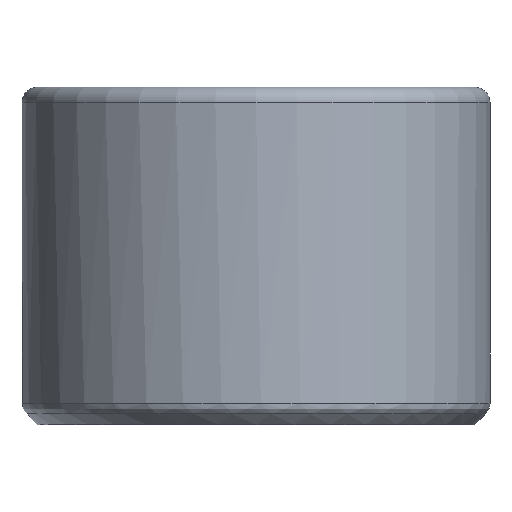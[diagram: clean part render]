
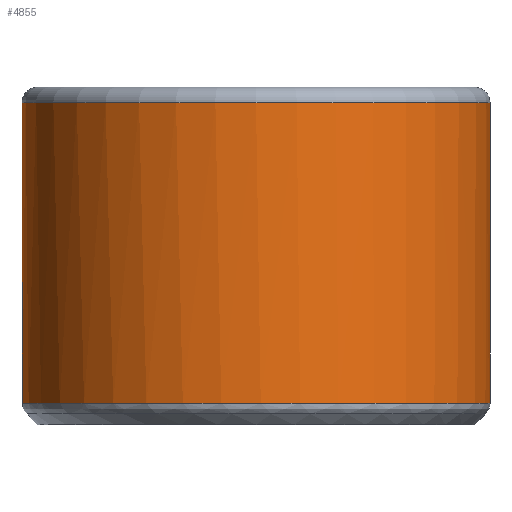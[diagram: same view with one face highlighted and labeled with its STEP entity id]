
A CAD part, front view. The second image highlights one B-rep face of the part: STEP entity #4855.
In plain terms, the highlighted cylindrical face has radius 15.25 mm (diameter 30.5 mm), a full revolution.
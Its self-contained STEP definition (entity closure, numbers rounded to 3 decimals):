
#4479 = TOROIDAL_SURFACE('',#4480,14.25,1.);
#4480 = AXIS2_PLACEMENT_3D('',#4481,#4482,#4483);
#4481 = CARTESIAN_POINT('',(0.,0.,21.));
#4482 = DIRECTION('',(0.,0.,1.));
#4483 = DIRECTION('',(1.,0.,-0.));
#4575 = ( BOUNDED_SURFACE() B_SPLINE_SURFACE(2,14,(
    (#4576,#4577,#4578,#4579,#4580,#4581,#4582,#4583,#4584,#4585,#4586
      ,#4587,#4588,#4589,#4590)
    ,(#4591,#4592,#4593,#4594,#4595,#4596,#4597,#4598,#4599,#4600,#4601
      ,#4602,#4603,#4604,#4605)
    ,(#4606,#4607,#4608,#4609,#4610,#4611,#4612,#4613,#4614,#4615,#4616
      ,#4617,#4618,#4619,#4620
)),.UNSPECIFIED.,.F.,.T.,.F.) B_SPLINE_SURFACE_WITH_KNOTS((3,3),(15,15),
  (0.,95.819),(0.,95.819),
.PIECEWISE_BEZIER_KNOTS.) GEOMETRIC_REPRESENTATION_ITEM() 
RATIONAL_B_SPLINE_SURFACE((
    (1.,1.,1.,1.,1.,1.
      ,1.,1.,1.,1.
      ,1.,1.,1.,1.,1.)
    ,(0.924,0.924,0.924,0.924
      ,0.924,0.924,0.924,0.924
      ,0.924,0.924,0.924,0.924
      ,0.924,0.924,0.924)
    ,(1.,1.,1.,1.,1.,1.
      ,1.,1.,1.,1.
      ,1.,1.,1.,1.,1.
))) REPRESENTATION_ITEM('') SURFACE() );
#4576 = CARTESIAN_POINT('',(15.25,0.,1.414));
#4577 = CARTESIAN_POINT('',(15.25,6.745,
    1.414));
#4578 = CARTESIAN_POINT('',(12.038,13.634,
    1.414));
#4579 = CARTESIAN_POINT('',(5.386,18.871,1.414
    ));
#4580 = CARTESIAN_POINT('',(-3.686,20.592,
    1.414));
#4581 = CARTESIAN_POINT('',(-13.083,17.185,1.414
    ));
#4582 = CARTESIAN_POINT('',(-19.387,10.437,
    1.414));
#4583 = CARTESIAN_POINT('',(-23.375,0.,
    1.414));
#4584 = CARTESIAN_POINT('',(-19.387,-10.437,
    1.414));
#4585 = CARTESIAN_POINT('',(-13.083,-17.185,
    1.414));
#4586 = CARTESIAN_POINT('',(-3.686,-20.592,
    1.414));
#4587 = CARTESIAN_POINT('',(5.386,-18.871,
    1.414));
#4588 = CARTESIAN_POINT('',(12.038,-13.634,
    1.414));
#4589 = CARTESIAN_POINT('',(15.25,-6.745,
    1.414));
#4590 = CARTESIAN_POINT('',(15.25,0.,1.414));
#4591 = CARTESIAN_POINT('',(15.25,0.,1.));
#4592 = CARTESIAN_POINT('',(15.25,6.745,1.));
#4593 = CARTESIAN_POINT('',(12.038,13.634,1.));
#4594 = CARTESIAN_POINT('',(5.386,18.871,1.));
#4595 = CARTESIAN_POINT('',(-3.686,20.592,
    1.));
#4596 = CARTESIAN_POINT('',(-13.083,17.185,
    1.));
#4597 = CARTESIAN_POINT('',(-19.387,10.437,
    1.));
#4598 = CARTESIAN_POINT('',(-23.375,0.,
    1.));
#4599 = CARTESIAN_POINT('',(-19.387,-10.437,
    1.));
#4600 = CARTESIAN_POINT('',(-13.083,-17.185,
    1.));
#4601 = CARTESIAN_POINT('',(-3.686,-20.592,1.));
#4602 = CARTESIAN_POINT('',(5.386,-18.871,1.));
#4603 = CARTESIAN_POINT('',(12.038,-13.634,1.));
#4604 = CARTESIAN_POINT('',(15.25,-6.745,1.));
#4605 = CARTESIAN_POINT('',(15.25,0.,1.));
#4606 = CARTESIAN_POINT('',(14.957,0.,0.707));
#4607 = CARTESIAN_POINT('',(14.957,6.616,
    0.707));
#4608 = CARTESIAN_POINT('',(11.806,13.372,
    0.707));
#4609 = CARTESIAN_POINT('',(5.283,18.508,
    0.707));
#4610 = CARTESIAN_POINT('',(-3.615,20.197,
    0.707));
#4611 = CARTESIAN_POINT('',(-12.832,16.855,
    0.707));
#4612 = CARTESIAN_POINT('',(-19.015,10.237,
    0.707));
#4613 = CARTESIAN_POINT('',(-22.926,0.,
    0.707));
#4614 = CARTESIAN_POINT('',(-19.015,-10.237,
    0.707));
#4615 = CARTESIAN_POINT('',(-12.832,-16.855,
    0.707));
#4616 = CARTESIAN_POINT('',(-3.615,-20.197,
    0.707));
#4617 = CARTESIAN_POINT('',(5.283,-18.508,
    0.707));
#4618 = CARTESIAN_POINT('',(11.806,-13.372,
    0.707));
#4619 = CARTESIAN_POINT('',(14.957,-6.616,
    0.707));
#4620 = CARTESIAN_POINT('',(14.957,0.,
    0.707));
#4730 = VERTEX_POINT('',#4731);
#4731 = CARTESIAN_POINT('',(15.25,0.,21.));
#4751 = EDGE_CURVE('',#4730,#4730,#4752,.T.);
#4752 = SURFACE_CURVE('',#4753,(#4758,#4765),.PCURVE_S1.);
#4753 = CIRCLE('',#4754,15.25);
#4754 = AXIS2_PLACEMENT_3D('',#4755,#4756,#4757);
#4755 = CARTESIAN_POINT('',(0.,0.,21.));
#4756 = DIRECTION('',(0.,0.,1.));
#4757 = DIRECTION('',(1.,0.,-0.));
#4758 = PCURVE('',#4479,#4759);
#4759 = DEFINITIONAL_REPRESENTATION('',(#4760),#4764);
#4760 = LINE('',#4761,#4762);
#4761 = CARTESIAN_POINT('',(0.,0.));
#4762 = VECTOR('',#4763,1.);
#4763 = DIRECTION('',(1.,0.));
#4764 = ( GEOMETRIC_REPRESENTATION_CONTEXT(2) 
PARAMETRIC_REPRESENTATION_CONTEXT() REPRESENTATION_CONTEXT('2D SPACE',''
  ) );
#4765 = PCURVE('',#4766,#4771);
#4766 = CYLINDRICAL_SURFACE('',#4767,15.25);
#4767 = AXIS2_PLACEMENT_3D('',#4768,#4769,#4770);
#4768 = CARTESIAN_POINT('',(0.,0.,0.));
#4769 = DIRECTION('',(-0.,-0.,-1.));
#4770 = DIRECTION('',(1.,0.,0.));
#4771 = DEFINITIONAL_REPRESENTATION('',(#4772),#4776);
#4772 = LINE('',#4773,#4774);
#4773 = CARTESIAN_POINT('',(-0.,-21.));
#4774 = VECTOR('',#4775,1.);
#4775 = DIRECTION('',(-1.,0.));
#4776 = ( GEOMETRIC_REPRESENTATION_CONTEXT(2) 
PARAMETRIC_REPRESENTATION_CONTEXT() REPRESENTATION_CONTEXT('2D SPACE',''
  ) );
#4784 = VERTEX_POINT('',#4785);
#4785 = CARTESIAN_POINT('',(15.25,0.,1.414));
#4806 = EDGE_CURVE('',#4784,#4784,#4807,.T.);
#4807 = SURFACE_CURVE('',#4808,(#4824,#4831),.PCURVE_S1.);
#4808 = ( BOUNDED_CURVE() B_SPLINE_CURVE(14,(#4809,#4810,#4811,#4812,
    #4813,#4814,#4815,#4816,#4817,#4818,#4819,#4820,#4821,#4822,#4823),
.UNSPECIFIED.,.T.,.F.) B_SPLINE_CURVE_WITH_KNOTS((15,15),(
0.,95.819),.PIECEWISE_BEZIER_KNOTS.) CURVE() 
GEOMETRIC_REPRESENTATION_ITEM() RATIONAL_B_SPLINE_CURVE((1.,1.,
    1.,1.,1.,1.,
    1.,1.,1.,1.,
    1.,1.,1.,1.,1.)) 
REPRESENTATION_ITEM('') );
#4809 = CARTESIAN_POINT('',(15.25,0.,1.414));
#4810 = CARTESIAN_POINT('',(15.25,6.745,
    1.414));
#4811 = CARTESIAN_POINT('',(12.038,13.634,
    1.414));
#4812 = CARTESIAN_POINT('',(5.386,18.871,1.414
    ));
#4813 = CARTESIAN_POINT('',(-3.686,20.592,
    1.414));
#4814 = CARTESIAN_POINT('',(-13.083,17.185,1.414
    ));
#4815 = CARTESIAN_POINT('',(-19.387,10.437,
    1.414));
#4816 = CARTESIAN_POINT('',(-23.375,0.,
    1.414));
#4817 = CARTESIAN_POINT('',(-19.387,-10.437,
    1.414));
#4818 = CARTESIAN_POINT('',(-13.083,-17.185,
    1.414));
#4819 = CARTESIAN_POINT('',(-3.686,-20.592,
    1.414));
#4820 = CARTESIAN_POINT('',(5.386,-18.871,
    1.414));
#4821 = CARTESIAN_POINT('',(12.038,-13.634,
    1.414));
#4822 = CARTESIAN_POINT('',(15.25,-6.745,
    1.414));
#4823 = CARTESIAN_POINT('',(15.25,0.,1.414));
#4824 = PCURVE('',#4575,#4825);
#4825 = DEFINITIONAL_REPRESENTATION('',(#4826),#4830);
#4826 = LINE('',#4827,#4828);
#4827 = CARTESIAN_POINT('',(0.,0.));
#4828 = VECTOR('',#4829,1.);
#4829 = DIRECTION('',(0.,1.));
#4830 = ( GEOMETRIC_REPRESENTATION_CONTEXT(2) 
PARAMETRIC_REPRESENTATION_CONTEXT() REPRESENTATION_CONTEXT('2D SPACE',''
  ) );
#4831 = PCURVE('',#4766,#4832);
#4832 = DEFINITIONAL_REPRESENTATION('',(#4833),#4854);
#4833 = B_SPLINE_CURVE_WITH_KNOTS('',10,(#4834,#4835,#4836,#4837,#4838,
    #4839,#4840,#4841,#4842,#4843,#4844,#4845,#4846,#4847,#4848,#4849,
    #4850,#4851,#4852,#4853),.UNSPECIFIED.,.F.,.F.,(11,9,11),(
    0.,47.909,95.819),.UNSPECIFIED.);
#4834 = CARTESIAN_POINT('',(0.,-1.414));
#4835 = CARTESIAN_POINT('',(-0.31,-1.414));
#4836 = CARTESIAN_POINT('',(-0.624,-1.414));
#4837 = CARTESIAN_POINT('',(-0.94,-1.414));
#4838 = CARTESIAN_POINT('',(-1.256,-1.414));
#4839 = CARTESIAN_POINT('',(-1.57,-1.414));
#4840 = CARTESIAN_POINT('',(-1.885,-1.414));
#4841 = CARTESIAN_POINT('',(-2.199,-1.414));
#4842 = CARTESIAN_POINT('',(-2.513,-1.414));
#4843 = CARTESIAN_POINT('',(-2.827,-1.414));
#4844 = CARTESIAN_POINT('',(-3.456,-1.414));
#4845 = CARTESIAN_POINT('',(-3.77,-1.414));
#4846 = CARTESIAN_POINT('',(-4.084,-1.414));
#4847 = CARTESIAN_POINT('',(-4.398,-1.414));
#4848 = CARTESIAN_POINT('',(-4.713,-1.414));
#4849 = CARTESIAN_POINT('',(-5.027,-1.414));
#4850 = CARTESIAN_POINT('',(-5.343,-1.414));
#4851 = CARTESIAN_POINT('',(-5.659,-1.414));
#4852 = CARTESIAN_POINT('',(-5.974,-1.414));
#4853 = CARTESIAN_POINT('',(-6.283,-1.414));
#4854 = ( GEOMETRIC_REPRESENTATION_CONTEXT(2) 
PARAMETRIC_REPRESENTATION_CONTEXT() REPRESENTATION_CONTEXT('2D SPACE',''
  ) );
#4855 = ADVANCED_FACE('',(#4856),#4766,.T.);
#4856 = FACE_BOUND('',#4857,.F.);
#4857 = EDGE_LOOP('',(#4858,#4879,#4880,#4881));
#4858 = ORIENTED_EDGE('',*,*,#4859,.T.);
#4859 = EDGE_CURVE('',#4784,#4730,#4860,.T.);
#4860 = SEAM_CURVE('',#4861,(#4865,#4872),.PCURVE_S1.);
#4861 = LINE('',#4862,#4863);
#4862 = CARTESIAN_POINT('',(15.25,0.,0.));
#4863 = VECTOR('',#4864,1.);
#4864 = DIRECTION('',(0.,0.,1.));
#4865 = PCURVE('',#4766,#4866);
#4866 = DEFINITIONAL_REPRESENTATION('',(#4867),#4871);
#4867 = LINE('',#4868,#4869);
#4868 = CARTESIAN_POINT('',(-0.,0.));
#4869 = VECTOR('',#4870,1.);
#4870 = DIRECTION('',(-0.,-1.));
#4871 = ( GEOMETRIC_REPRESENTATION_CONTEXT(2) 
PARAMETRIC_REPRESENTATION_CONTEXT() REPRESENTATION_CONTEXT('2D SPACE',''
  ) );
#4872 = PCURVE('',#4766,#4873);
#4873 = DEFINITIONAL_REPRESENTATION('',(#4874),#4878);
#4874 = LINE('',#4875,#4876);
#4875 = CARTESIAN_POINT('',(-6.283,0.));
#4876 = VECTOR('',#4877,1.);
#4877 = DIRECTION('',(-0.,-1.));
#4878 = ( GEOMETRIC_REPRESENTATION_CONTEXT(2) 
PARAMETRIC_REPRESENTATION_CONTEXT() REPRESENTATION_CONTEXT('2D SPACE',''
  ) );
#4879 = ORIENTED_EDGE('',*,*,#4751,.T.);
#4880 = ORIENTED_EDGE('',*,*,#4859,.F.);
#4881 = ORIENTED_EDGE('',*,*,#4806,.F.);
